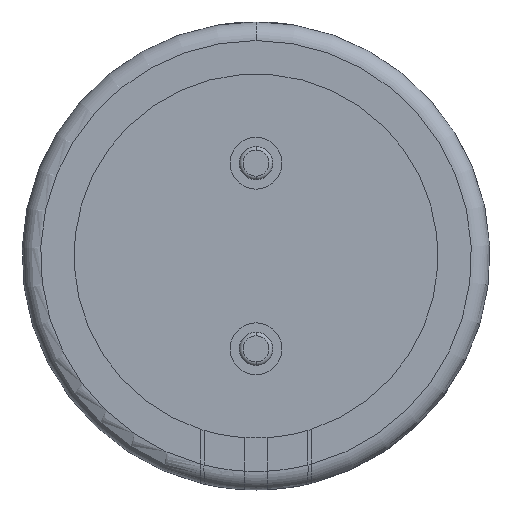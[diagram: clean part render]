
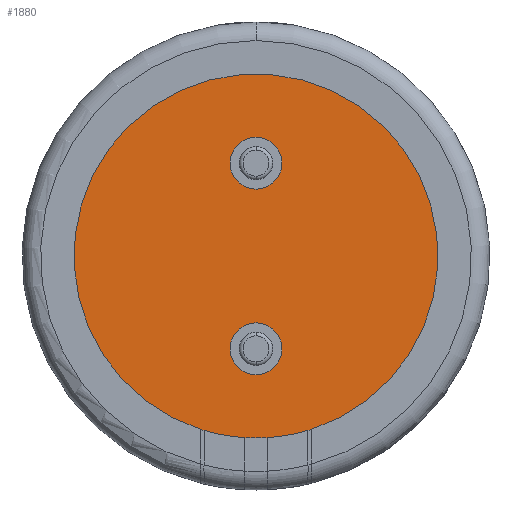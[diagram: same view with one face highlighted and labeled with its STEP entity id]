
A CAD part, front view. The second image highlights one B-rep face of the part: STEP entity #1880.
In plain terms, the highlighted planar face has unit normal (0, -1, 0).
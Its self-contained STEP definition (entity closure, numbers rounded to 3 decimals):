
#7 = CIRCLE ( 'NONE', #1775, 2.45 ) ;
#53 = DIRECTION ( 'NONE',  ( 0., -1., 0. ) ) ;
#60 = VERTEX_POINT ( 'NONE', #3420 ) ;
#96 = ORIENTED_EDGE ( 'NONE', *, *, #1631, .T. ) ;
#123 = CARTESIAN_POINT ( 'NONE',  ( 0., 0.1, -1.25 ) ) ;
#151 = DIRECTION ( 'NONE',  ( 0., -1., 0. ) ) ;
#329 = VERTEX_POINT ( 'NONE', #2490 ) ;
#393 = CARTESIAN_POINT ( 'NONE',  ( 0., 0.1, 1.25 ) ) ;
#395 = ORIENTED_EDGE ( 'NONE', *, *, #3701, .T. ) ;
#451 = EDGE_LOOP ( 'NONE', ( #2270, #2167 ) ) ;
#472 = ORIENTED_EDGE ( 'NONE', *, *, #1203, .F. ) ;
#626 = ORIENTED_EDGE ( 'NONE', *, *, #4390, .F. ) ;
#649 = DIRECTION ( 'NONE',  ( 0., -1., 0. ) ) ;
#671 = AXIS2_PLACEMENT_3D ( 'NONE', #4273, #2878, #3905 ) ;
#766 = AXIS2_PLACEMENT_3D ( 'NONE', #123, #53, #3621 ) ;
#774 = CARTESIAN_POINT ( 'NONE',  ( 0., 0.1, 0. ) ) ;
#792 = ORIENTED_EDGE ( 'NONE', *, *, #2470, .T. ) ;
#919 = AXIS2_PLACEMENT_3D ( 'NONE', #393, #3607, #2523 ) ;
#927 = EDGE_CURVE ( 'NONE', #1766, #1222, #2131, .T. ) ;
#1000 = ORIENTED_EDGE ( 'NONE', *, *, #3461, .T. ) ;
#1026 = DIRECTION ( 'NONE',  ( 0., 0., -1. ) ) ;
#1030 = DIRECTION ( 'NONE',  ( 0., 0., -1. ) ) ;
#1085 = CARTESIAN_POINT ( 'NONE',  ( 0.15, 0.1, -2.445 ) ) ;
#1200 = CIRCLE ( 'NONE', #766, 0.35 ) ;
#1203 = EDGE_CURVE ( 'NONE', #3129, #60, #4586, .T. ) ;
#1222 = VERTEX_POINT ( 'NONE', #1085 ) ;
#1272 = DIRECTION ( 'NONE',  ( 0., 0., -1. ) ) ;
#1326 = CIRCLE ( 'NONE', #3851, 2.45 ) ;
#1432 = DIRECTION ( 'NONE',  ( 0., 0., -1. ) ) ;
#1484 = ORIENTED_EDGE ( 'NONE', *, *, #927, .T. ) ;
#1497 = VERTEX_POINT ( 'NONE', #1633 ) ;
#1517 = DIRECTION ( 'NONE',  ( 0., -1., 0. ) ) ;
#1628 = CARTESIAN_POINT ( 'NONE',  ( -0.693, 0.1, -2.35 ) ) ;
#1631 = EDGE_CURVE ( 'NONE', #329, #1766, #7, .T. ) ;
#1633 = CARTESIAN_POINT ( 'NONE',  ( 0., 0.1, -1.6 ) ) ;
#1647 = PLANE ( 'NONE',  #2065 ) ;
#1717 = DIRECTION ( 'NONE',  ( 0., -1., 0. ) ) ;
#1766 = VERTEX_POINT ( 'NONE', #4578 ) ;
#1775 = AXIS2_PLACEMENT_3D ( 'NONE', #3817, #649, #1030 ) ;
#1880 = ADVANCED_FACE ( 'NONE', ( #2415, #3121, #3092 ), #1647, .T. ) ;
#1890 = CARTESIAN_POINT ( 'NONE',  ( 0., 0.1, 0.9 ) ) ;
#1996 = VERTEX_POINT ( 'NONE', #4088 ) ;
#1997 = AXIS2_PLACEMENT_3D ( 'NONE', #2918, #4035, #2631 ) ;
#2058 = EDGE_CURVE ( 'NONE', #4549, #4167, #1326, .T. ) ;
#2065 = AXIS2_PLACEMENT_3D ( 'NONE', #4530, #1717, #3049 ) ;
#2131 = CIRCLE ( 'NONE', #2729, 2.45 ) ;
#2163 = CIRCLE ( 'NONE', #2910, 2.45 ) ;
#2167 = ORIENTED_EDGE ( 'NONE', *, *, #4559, .F. ) ;
#2249 = CIRCLE ( 'NONE', #2469, 2.45 ) ;
#2270 = ORIENTED_EDGE ( 'NONE', *, *, #3676, .F. ) ;
#2332 = DIRECTION ( 'NONE',  ( 0., 0., -1. ) ) ;
#2415 = FACE_BOUND ( 'NONE', #451, .T. ) ;
#2469 = AXIS2_PLACEMENT_3D ( 'NONE', #774, #1517, #2906 ) ;
#2470 = EDGE_CURVE ( 'NONE', #1222, #4549, #4085, .T. ) ;
#2487 = CIRCLE ( 'NONE', #4547, 0.35 ) ;
#2490 = CARTESIAN_POINT ( 'NONE',  ( -0.15, 0.1, -2.445 ) ) ;
#2523 = DIRECTION ( 'NONE',  ( 0., 0., -1. ) ) ;
#2542 = CARTESIAN_POINT ( 'NONE',  ( 0., 0.1, 0. ) ) ;
#2631 = DIRECTION ( 'NONE',  ( 0., 0., -1. ) ) ;
#2658 = EDGE_LOOP ( 'NONE', ( #472, #626 ) ) ;
#2690 = CARTESIAN_POINT ( 'NONE',  ( 0., 0.1, 0. ) ) ;
#2711 = EDGE_CURVE ( 'NONE', #3449, #329, #3782, .T. ) ;
#2726 = ORIENTED_EDGE ( 'NONE', *, *, #2711, .T. ) ;
#2729 = AXIS2_PLACEMENT_3D ( 'NONE', #2542, #3561, #3909 ) ;
#2794 = CARTESIAN_POINT ( 'NONE',  ( 0., 0.1, 0. ) ) ;
#2878 = DIRECTION ( 'NONE',  ( 0., -1., 0. ) ) ;
#2890 = DIRECTION ( 'NONE',  ( 0., -1., 0. ) ) ;
#2906 = DIRECTION ( 'NONE',  ( 0., 0., -1. ) ) ;
#2910 = AXIS2_PLACEMENT_3D ( 'NONE', #2794, #4214, #1026 ) ;
#2918 = CARTESIAN_POINT ( 'NONE',  ( 0., 0.1, 0. ) ) ;
#2975 = CARTESIAN_POINT ( 'NONE',  ( 0., 0.1, 0. ) ) ;
#3005 = CARTESIAN_POINT ( 'NONE',  ( 0.75, 0.1, -2.332 ) ) ;
#3049 = DIRECTION ( 'NONE',  ( 0., 0., -1. ) ) ;
#3092 = FACE_OUTER_BOUND ( 'NONE', #3404, .T. ) ;
#3121 = FACE_BOUND ( 'NONE', #2658, .T. ) ;
#3129 = VERTEX_POINT ( 'NONE', #1890 ) ;
#3161 = ORIENTED_EDGE ( 'NONE', *, *, #2058, .T. ) ;
#3202 = VERTEX_POINT ( 'NONE', #4404 ) ;
#3263 = CARTESIAN_POINT ( 'NONE',  ( 0., 0.1, -1.25 ) ) ;
#3387 = DIRECTION ( 'NONE',  ( 0., -1., 0. ) ) ;
#3404 = EDGE_LOOP ( 'NONE', ( #1000, #395, #2726, #96, #1484, #792, #3161 ) ) ;
#3420 = CARTESIAN_POINT ( 'NONE',  ( 0., 0.1, 1.6 ) ) ;
#3449 = VERTEX_POINT ( 'NONE', #1628 ) ;
#3461 = EDGE_CURVE ( 'NONE', #4167, #3202, #2163, .T. ) ;
#3561 = DIRECTION ( 'NONE',  ( 0., -1., 0. ) ) ;
#3591 = CIRCLE ( 'NONE', #919, 0.35 ) ;
#3607 = DIRECTION ( 'NONE',  ( 0., -1., 0. ) ) ;
#3621 = DIRECTION ( 'NONE',  ( 0., 0., -1. ) ) ;
#3676 = EDGE_CURVE ( 'NONE', #1497, #1996, #1200, .T. ) ;
#3701 = EDGE_CURVE ( 'NONE', #3202, #3449, #2249, .T. ) ;
#3782 = CIRCLE ( 'NONE', #4449, 2.45 ) ;
#3817 = CARTESIAN_POINT ( 'NONE',  ( 0., 0.1, 0. ) ) ;
#3851 = AXIS2_PLACEMENT_3D ( 'NONE', #2690, #3387, #1272 ) ;
#3905 = DIRECTION ( 'NONE',  ( 0., 0., -1. ) ) ;
#3909 = DIRECTION ( 'NONE',  ( 0., 0., -1. ) ) ;
#3941 = CARTESIAN_POINT ( 'NONE',  ( 0.693, 0.1, -2.35 ) ) ;
#4035 = DIRECTION ( 'NONE',  ( 0., -1., 0. ) ) ;
#4085 = CIRCLE ( 'NONE', #1997, 2.45 ) ;
#4088 = CARTESIAN_POINT ( 'NONE',  ( 0., 0.1, -0.9 ) ) ;
#4167 = VERTEX_POINT ( 'NONE', #3005 ) ;
#4214 = DIRECTION ( 'NONE',  ( 0., -1., 0. ) ) ;
#4273 = CARTESIAN_POINT ( 'NONE',  ( 0., 0.1, 1.25 ) ) ;
#4390 = EDGE_CURVE ( 'NONE', #60, #3129, #3591, .T. ) ;
#4404 = CARTESIAN_POINT ( 'NONE',  ( -0.75, 0.1, -2.332 ) ) ;
#4449 = AXIS2_PLACEMENT_3D ( 'NONE', #2975, #151, #2332 ) ;
#4530 = CARTESIAN_POINT ( 'NONE',  ( 0., 0.1, 0. ) ) ;
#4547 = AXIS2_PLACEMENT_3D ( 'NONE', #3263, #2890, #1432 ) ;
#4549 = VERTEX_POINT ( 'NONE', #3941 ) ;
#4559 = EDGE_CURVE ( 'NONE', #1996, #1497, #2487, .T. ) ;
#4578 = CARTESIAN_POINT ( 'NONE',  ( 0., 0.1, -2.45 ) ) ;
#4586 = CIRCLE ( 'NONE', #671, 0.35 ) ;
